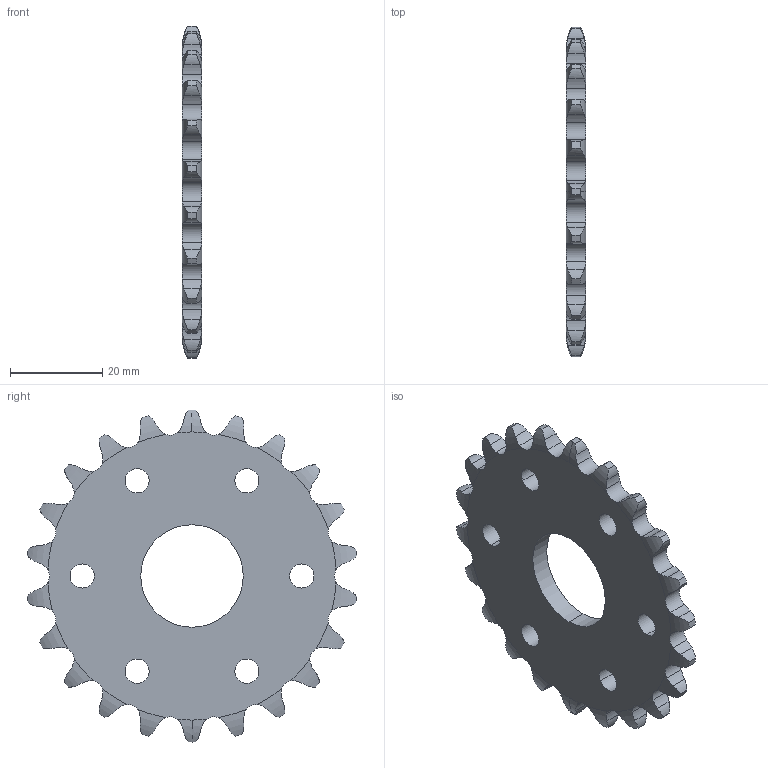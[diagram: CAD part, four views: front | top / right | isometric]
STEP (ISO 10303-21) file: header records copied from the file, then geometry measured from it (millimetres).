
FILE_DESCRIPTION((''),'2;1');
FILE_NAME('Wheel Sprocket 22T.stp','2008-01-05T19:27:47',('Owner'),(''),'Autodesk Inventor (R) 6.0','Autodesk Inventor (R) 6.0','');
FILE_SCHEMA(('AUTOMOTIVE_DESIGN { 1 0 10303 214 1 1 1 1 }'));
Length unit declared in the file: inch
Products named in the file (1): Wheel Sprocket 22T
Bounding box: 4.28 x 71.41 x 71.96 mm (x, y, z)
Volume: 12286.7 mm3; surface area: 7765 mm2
Topology: 1 solids, 1 shells, 196 faces, 582 edges, 388 vertices
Faces by surface type: cylinder 132, torus 48, bspline 14, plane 2
Entity records: 7649 total; most frequent: CARTESIAN_POINT 2749, ORIENTED_EDGE 1164, DIRECTION 856, EDGE_CURVE 582, VERTEX_POINT 388, AXIS2_PLACEMENT_3D 355, B_SPLINE_CURVE_WITH_KNOTS 264, EDGE_LOOP 210
